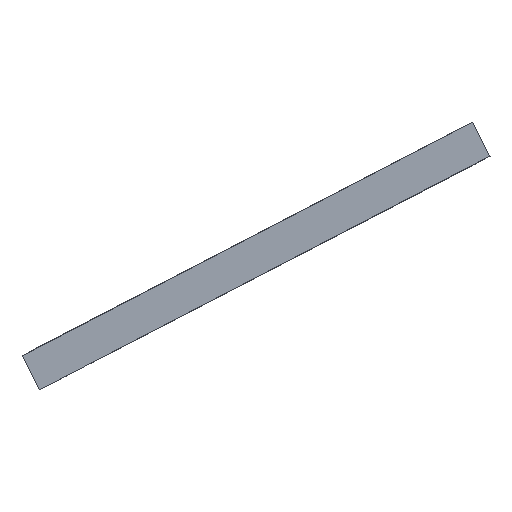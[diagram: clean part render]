
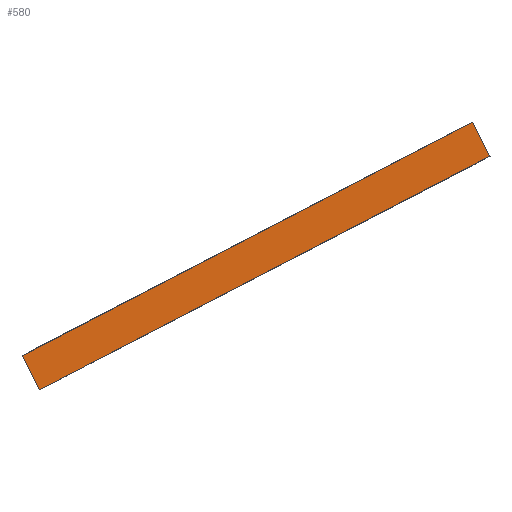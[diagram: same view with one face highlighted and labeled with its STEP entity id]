
A CAD part, left-side view. The second image highlights one B-rep face of the part: STEP entity #580.
In plain terms, the highlighted planar face has unit normal (-1, 0, 0).
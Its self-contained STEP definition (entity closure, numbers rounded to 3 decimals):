
#19 = DIRECTION ( 'NONE',  ( 0., -0.228, -0.974 ) ) ;
#108 = DIRECTION ( 'NONE',  ( -1., 0., 0. ) ) ;
#115 = PLANE ( 'NONE',  #1616 ) ;
#133 = VECTOR ( 'NONE', #1800, 1000. ) ;
#241 = CARTESIAN_POINT ( 'NONE',  ( -119., 91.959, -15.212 ) ) ;
#343 = CARTESIAN_POINT ( 'NONE',  ( -119., 1.462, -0.356 ) ) ;
#346 = CARTESIAN_POINT ( 'NONE',  ( -119., 1.705, 6.789 ) ) ;
#402 = VECTOR ( 'NONE', #1070, 1000. ) ;
#434 = VERTEX_POINT ( 'NONE', #501 ) ;
#467 = VERTEX_POINT ( 'NONE', #241 ) ;
#482 = VERTEX_POINT ( 'NONE', #346 ) ;
#489 = LINE ( 'NONE', #343, #402 ) ;
#501 = CARTESIAN_POINT ( 'NONE',  ( -119., 90.364, -22.028 ) ) ;
#580 = ADVANCED_FACE ( 'NONE', ( #1540 ), #115, .T. ) ;
#688 = ORIENTED_EDGE ( 'NONE', *, *, #1804, .T. ) ;
#734 = LINE ( 'NONE', #1315, #1391 ) ;
#749 = EDGE_CURVE ( 'NONE', #482, #467, #1646, .T. ) ;
#798 = CARTESIAN_POINT ( 'NONE',  ( -119., -27.391, 13.882 ) ) ;
#821 = CARTESIAN_POINT ( 'NONE',  ( -119., -14.56, 66.519 ) ) ;
#834 = VECTOR ( 'NONE', #1672, 1000. ) ;
#877 = EDGE_CURVE ( 'NONE', #434, #1024, #489, .T. ) ;
#956 = CARTESIAN_POINT ( 'NONE',  ( -119., 14.115, 59.807 ) ) ;
#1024 = VERTEX_POINT ( 'NONE', #1401 ) ;
#1070 = DIRECTION ( 'NONE',  ( 0., -0.972, 0.237 ) ) ;
#1249 = EDGE_CURVE ( 'NONE', #467, #434, #734, .T. ) ;
#1252 = ORIENTED_EDGE ( 'NONE', *, *, #1249, .T. ) ;
#1281 = DIRECTION ( 'NONE',  ( 0., -0.46, -0.888 ) ) ;
#1315 = CARTESIAN_POINT ( 'NONE',  ( -119., 92.204, -14.166 ) ) ;
#1357 = ORIENTED_EDGE ( 'NONE', *, *, #749, .T. ) ;
#1391 = VECTOR ( 'NONE', #19, 1000. ) ;
#1401 = CARTESIAN_POINT ( 'NONE',  ( -119., 0.11, -0.027 ) ) ;
#1540 = FACE_OUTER_BOUND ( 'NONE', #1620, .T. ) ;
#1547 = ORIENTED_EDGE ( 'NONE', *, *, #877, .T. ) ;
#1616 = AXIS2_PLACEMENT_3D ( 'NONE', #821, #108, #1281 ) ;
#1620 = EDGE_LOOP ( 'NONE', ( #688, #1357, #1252, #1547 ) ) ;
#1646 = LINE ( 'NONE', #798, #133 ) ;
#1672 = DIRECTION ( 'NONE',  ( 0., 0.228, 0.974 ) ) ;
#1800 = DIRECTION ( 'NONE',  ( 0., 0.972, -0.237 ) ) ;
#1804 = EDGE_CURVE ( 'NONE', #1024, #482, #1813, .T. ) ;
#1813 = LINE ( 'NONE', #956, #834 ) ;
